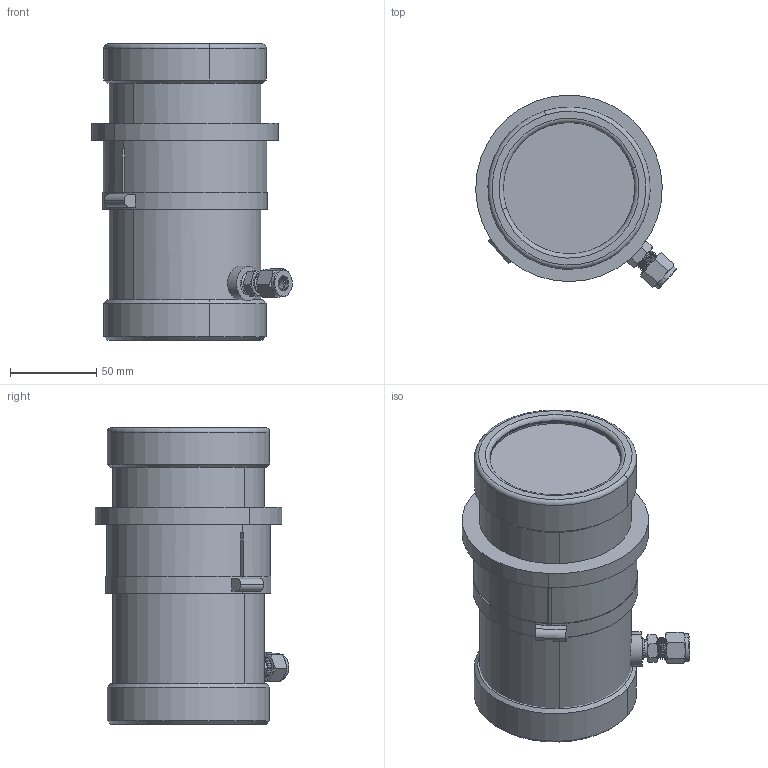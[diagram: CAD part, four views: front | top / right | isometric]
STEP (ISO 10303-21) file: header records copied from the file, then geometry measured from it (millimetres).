
FILE_DESCRIPTION(('CoCreate Modeling STEP Export'),'2;1');
FILE_NAME('can.stp','2011-08-09T19:00:12',(''),(''),'CoCreate Modeling STEP processor for AP214 (Solid Model)','CoCreate Modeling 16.00A 16-Aug-2008 (C) Parametric Technology GmbH','');
FILE_SCHEMA(('AUTOMOTIVE_DESIGN { 1 0 10303 214 1 1 1 1 }'));
Length unit declared in the file: millimetre
Products named in the file (28): pad-acrylic; window; PMT_housing_sch80; gasket_inner_thin; hoseclamp; backplate; cap_back; pmt_body; pin.11; base; heatsink; potting; base_assem; heatshrink; R11410MOD-10; cap_front; p1; p2; p3; tube_fitting_compress_1_4NPT_mcmcr_5272K297.1.3.12; spring_collar; pressure_ring_plated; washer_antirotation; spring; snap_ring_3in__MCMCR_91580A272; clamp; pmt_can_assem.2.6; pmt_can_assem.3
Assembly tree (46 placements, depth 5):
  pmt_can_assem.3
    pmt_can_assem.2.6
      clamp
      snap_ring_3in__MCMCR_91580A272
      spring
      washer_antirotation
      pressure_ring_plated
      spring_collar
      tube_fitting_compress_1_4NPT_mcmcr_5272K297.1.3.12
        p3
        p2
        p1
      cap_front
      R11410MOD-10
        heatshrink
        base_assem
          potting
          heatsink
          base
        pin.11  x20
        pmt_body
      cap_back
      backplate
      hoseclamp
      gasket_inner_thin
      PMT_housing_sch80
      window
      pad-acrylic
Bounding box: 116.08 x 112.06 x 171.65 mm (x, y, z)
Volume: 772984.5 mm3; surface area: 291190.6 mm2
Topology: 42 solids, 42 shells, 529 faces, 1229 edges, 798 vertices
Faces by surface type: cylinder 212, plane 150, cone 133, torus 26, bspline 8
Entity records: 20909 total; most frequent: CARTESIAN_POINT 11124, ORIENTED_EDGE 2230, DIRECTION 1437, EDGE_CURVE 1115, VERTEX_POINT 722, AXIS2_PLACEMENT_3D 554, EDGE_LOOP 503, FACE_OUTER_BOUND 453
